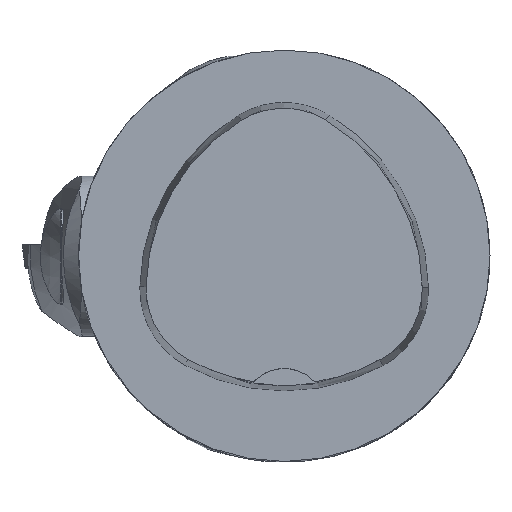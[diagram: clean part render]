
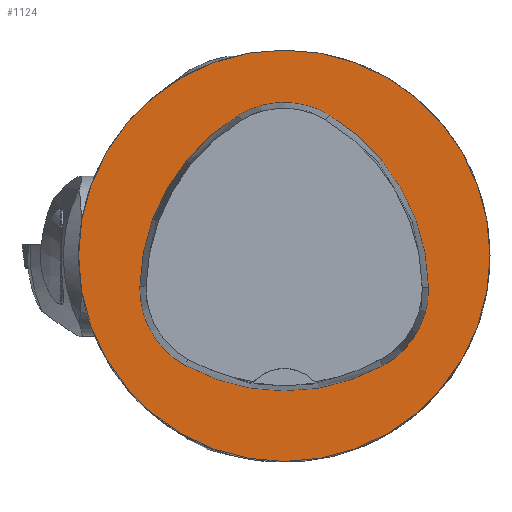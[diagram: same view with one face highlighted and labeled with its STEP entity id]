
A CAD part, top view. The second image highlights one B-rep face of the part: STEP entity #1124.
In plain terms, the highlighted planar face has unit normal (0, 0, 1).
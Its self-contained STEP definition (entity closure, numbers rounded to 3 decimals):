
#430=PLANE('',#8100);
#1124=ADVANCED_FACE('',(#3008,#3009),#430,.T.);
#2776=CIRCLE('',#7986,20.);
#2841=CIRCLE('',#8078,20.);
#2843=CIRCLE('',#8081,8.5);
#2845=CIRCLE('',#8084,20.);
#2847=CIRCLE('',#8087,8.5);
#2851=CIRCLE('',#8092,20.);
#2853=CIRCLE('',#8095,8.5);
#3008=FACE_BOUND('',#3120,.T.);
#3009=FACE_BOUND('',#3121,.T.);
#3120=EDGE_LOOP('',(#3874,#3875,#3876,#3877,#3878,#3879));
#3121=EDGE_LOOP('',(#3880));
#3874=ORIENTED_EDGE('',*,*,#6850,.T.);
#3875=ORIENTED_EDGE('',*,*,#6830,.T.);
#3876=ORIENTED_EDGE('',*,*,#6834,.T.);
#3877=ORIENTED_EDGE('',*,*,#6837,.T.);
#3878=ORIENTED_EDGE('',*,*,#6840,.T.);
#3879=ORIENTED_EDGE('',*,*,#6848,.T.);
#3880=ORIENTED_EDGE('',*,*,#6574,.F.);
#5814=VERTEX_POINT('',#10771);
#6065=VERTEX_POINT('',#11366);
#6066=VERTEX_POINT('',#11367);
#6069=VERTEX_POINT('',#11375);
#6071=VERTEX_POINT('',#11381);
#6073=VERTEX_POINT('',#11387);
#6080=VERTEX_POINT('',#11408);
#6574=EDGE_CURVE('',#5814,#5814,#2776,.T.);
#6830=EDGE_CURVE('',#6065,#6066,#2841,.T.);
#6834=EDGE_CURVE('',#6066,#6069,#2843,.T.);
#6837=EDGE_CURVE('',#6069,#6071,#2845,.T.);
#6840=EDGE_CURVE('',#6071,#6073,#2847,.T.);
#6848=EDGE_CURVE('',#6073,#6080,#2851,.T.);
#6850=EDGE_CURVE('',#6080,#6065,#2853,.T.);
#7986=AXIS2_PLACEMENT_3D('',#10770,#8661,#8662);
#8078=AXIS2_PLACEMENT_3D('',#11365,#9013,#9014);
#8081=AXIS2_PLACEMENT_3D('',#11374,#9021,#9022);
#8084=AXIS2_PLACEMENT_3D('',#11380,#9028,#9029);
#8087=AXIS2_PLACEMENT_3D('',#11386,#9035,#9036);
#8092=AXIS2_PLACEMENT_3D('',#11409,#9047,#9048);
#8095=AXIS2_PLACEMENT_3D('',#11412,#9053,#9054);
#8100=AXIS2_PLACEMENT_3D('',#11417,#9063,#9064);
#8661=DIRECTION('',(0.,0.,-1.));
#8662=DIRECTION('',(-1.,0.,0.));
#9013=DIRECTION('',(0.,0.,-1.));
#9014=DIRECTION('',(-1.,0.,0.));
#9021=DIRECTION('',(0.,0.,-1.));
#9022=DIRECTION('',(-1.,0.,0.));
#9028=DIRECTION('',(0.,0.,-1.));
#9029=DIRECTION('',(-1.,0.,0.));
#9035=DIRECTION('',(0.,0.,-1.));
#9036=DIRECTION('',(-1.,0.,0.));
#9047=DIRECTION('',(0.,0.,-1.));
#9048=DIRECTION('',(-1.,0.,0.));
#9053=DIRECTION('',(0.,0.,-1.));
#9054=DIRECTION('',(-1.,0.,0.));
#9063=DIRECTION('',(0.,0.,1.));
#9064=DIRECTION('',(1.,0.,0.));
#10770=CARTESIAN_POINT('',(0.,0.,0.));
#10771=CARTESIAN_POINT('',(-20.,0.,0.));
#11365=CARTESIAN_POINT('',(5.955,-3.414,0.));
#11366=CARTESIAN_POINT('',(-14.041,-3.042,0.));
#11367=CARTESIAN_POINT('',(-4.472,13.653,0.));
#11374=CARTESIAN_POINT('',(-0.04,6.4,0.));
#11375=CARTESIAN_POINT('',(4.347,13.68,0.));
#11380=CARTESIAN_POINT('',(-5.976,-3.45,0.));
#11381=CARTESIAN_POINT('',(14.021,-3.075,0.));
#11386=CARTESIAN_POINT('',(5.522,-3.235,0.));
#11387=CARTESIAN_POINT('',(9.588,-10.699,0.));
#11408=CARTESIAN_POINT('',(-9.655,-10.639,0.));
#11409=CARTESIAN_POINT('',(0.022,6.864,0.));
#11412=CARTESIAN_POINT('',(-5.543,-3.2,0.));
#11417=CARTESIAN_POINT('',(0.,0.,0.));
